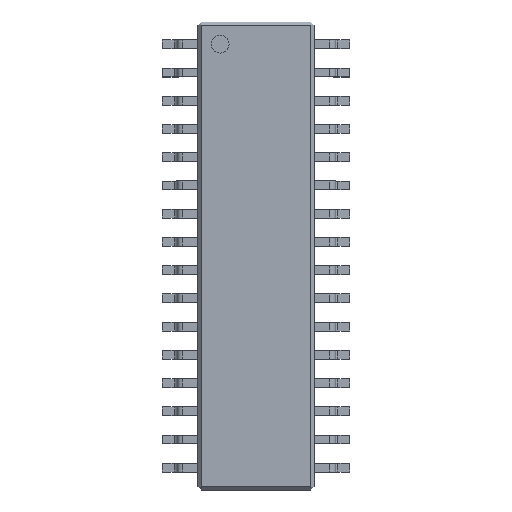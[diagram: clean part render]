
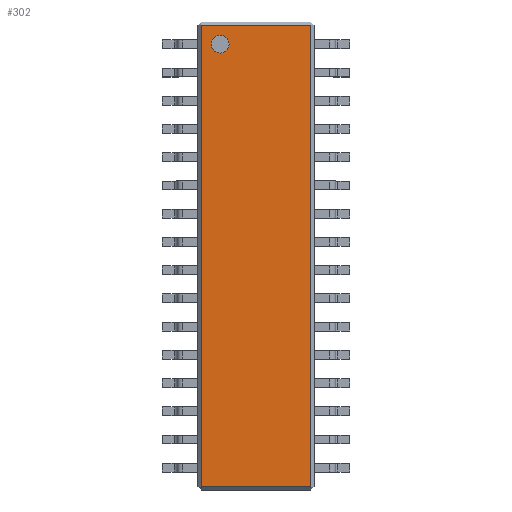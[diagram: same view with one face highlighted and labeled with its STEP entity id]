
A CAD part, top view. The second image highlights one B-rep face of the part: STEP entity #302.
In plain terms, the highlighted planar face has unit normal (0, 0, 1).
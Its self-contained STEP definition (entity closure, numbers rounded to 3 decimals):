
#13=DIRECTION('',(0.,0.,1.));
#14=DIRECTION('',(1.,0.,0.));
#95=VECTOR('',#96,1.);
#96=DIRECTION('',(0.,1.,0.));
#171=VERTEX_POINT('',#172);
#172=CARTESIAN_POINT('',(-2.46,-10.375,2.7));
#180=VERTEX_POINT('',#181);
#181=CARTESIAN_POINT('',(-2.46,10.375,2.7));
#186=ORIENTED_EDGE('',*,*,#187,.F.);
#187=EDGE_CURVE('',#171,#180,#188,.T.);
#188=LINE('',#189,#95);
#189=CARTESIAN_POINT('',(-2.46,-10.525,2.7));
#259=VECTOR('',#14,1.);
#302=ADVANCED_FACE('',(#303,#321),#330,.T.);
#303=FACE_BOUND('',#304,.T.);
#304=EDGE_LOOP('',(#186,#305,#311,#317));
#305=ORIENTED_EDGE('',*,*,#306,.T.);
#306=EDGE_CURVE('',#171,#307,#309,.T.);
#307=VERTEX_POINT('',#308);
#308=CARTESIAN_POINT('',(2.46,-10.375,2.7));
#309=LINE('',#310,#259);
#310=CARTESIAN_POINT('',(-2.61,-10.375,2.7));
#311=ORIENTED_EDGE('',*,*,#312,.T.);
#312=EDGE_CURVE('',#307,#313,#315,.T.);
#313=VERTEX_POINT('',#314);
#314=CARTESIAN_POINT('',(2.46,10.375,2.7));
#315=LINE('',#316,#95);
#316=CARTESIAN_POINT('',(2.46,-10.525,2.7));
#317=ORIENTED_EDGE('',*,*,#318,.F.);
#318=EDGE_CURVE('',#180,#313,#319,.T.);
#319=LINE('',#320,#259);
#320=CARTESIAN_POINT('',(-2.61,10.375,2.7));
#321=FACE_BOUND('',#322,.T.);
#322=EDGE_LOOP('',(#323));
#323=ORIENTED_EDGE('',*,*,#324,.F.);
#324=EDGE_CURVE('',#325,#325,#327,.T.);
#325=VERTEX_POINT('',#326);
#326=CARTESIAN_POINT('',(-1.21,9.525,2.7));
#327=CIRCLE('',#328,0.4);
#328=AXIS2_PLACEMENT_3D('',#329,#13,#14);
#329=CARTESIAN_POINT('',(-1.61,9.525,2.7));
#330=PLANE('',#331);
#331=AXIS2_PLACEMENT_3D('',#332,#13,#14);
#332=CARTESIAN_POINT('',(-2.61,-10.525,2.7));
